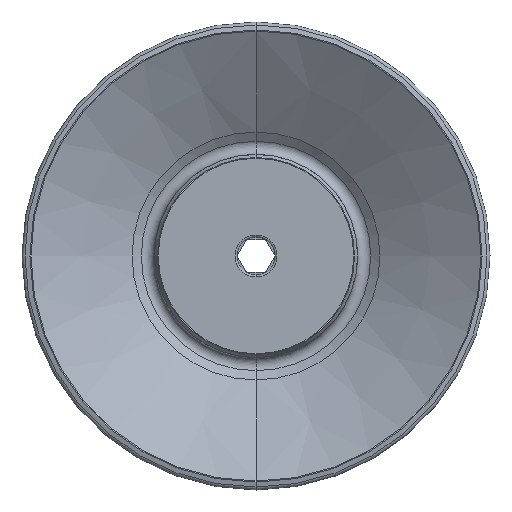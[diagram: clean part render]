
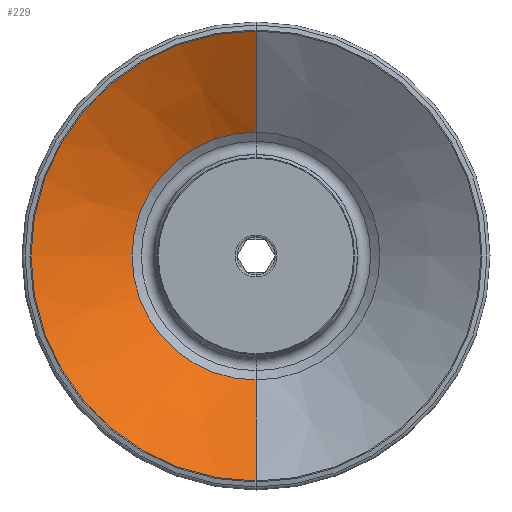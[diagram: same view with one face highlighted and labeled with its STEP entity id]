
A CAD part, front view. The second image highlights one B-rep face of the part: STEP entity #229.
In plain terms, the highlighted conical face has half-angle 58.457 degrees and reference radius 55.3 mm.
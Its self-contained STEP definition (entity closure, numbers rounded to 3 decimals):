
#229=ADVANCED_FACE('',(#562),#563,.F.);
#562=FACE_OUTER_BOUND('',#1000,.T.);
#563=CONICAL_SURFACE('',#1001,55.3,1.02);
#1000=EDGE_LOOP('',(#5745,#5746,#5747,#5748));
#1001=AXIS2_PLACEMENT_3D('',#5749,#5750,#5751);
#5745=ORIENTED_EDGE('',*,*,#6676,.T.);
#5746=ORIENTED_EDGE('',*,*,#6680,.T.);
#5747=ORIENTED_EDGE('',*,*,#6681,.F.);
#5748=ORIENTED_EDGE('',*,*,#6682,.F.);
#5749=CARTESIAN_POINT('',(0.0,-42.593,0.0));
#5750=DIRECTION('',(0.0,-1.0,-0.0));
#5751=DIRECTION('',(0.0,0.0,-1.0));
#6676=EDGE_CURVE('',#7238,#7239,#7240,.T.);
#6680=EDGE_CURVE('',#7239,#7244,#7245,.T.);
#6681=EDGE_CURVE('',#7246,#7244,#7247,.T.);
#6682=EDGE_CURVE('',#7238,#7246,#7248,.T.);
#7238=VERTEX_POINT('',#8439);
#7239=VERTEX_POINT('',#8440);
#7240=CIRCLE('',#8441,30.463);
#7244=VERTEX_POINT('',#8447);
#7245=LINE('',#8448,#8449);
#7246=VERTEX_POINT('',#8450);
#7247=CIRCLE('',#8451,55.3);
#7248=LINE('',#8452,#8453);
#8439=CARTESIAN_POINT('',(0.0,-27.348,-30.463));
#8440=CARTESIAN_POINT('',(0.,-27.348,30.463));
#8441=AXIS2_PLACEMENT_3D('',#10281,#10282,#10283);
#8447=CARTESIAN_POINT('',(0.0,-42.593,55.3));
#8448=CARTESIAN_POINT('',(0.,-42.593,55.3));
#8449=VECTOR('',#10286,1000.0);
#8450=CARTESIAN_POINT('',(0.,-42.593,-55.3));
#8451=AXIS2_PLACEMENT_3D('',#10287,#10288,#10289);
#8452=CARTESIAN_POINT('',(0.0,-42.593,-55.3));
#8453=VECTOR('',#10290,1000.0);
#10281=CARTESIAN_POINT('',(0.0,-27.348,0.0));
#10282=DIRECTION('',(0.0,1.0,0.0));
#10283=DIRECTION('',(0.0,0.0,1.0));
#10286=DIRECTION('',(0.,-0.523,0.852));
#10287=CARTESIAN_POINT('',(0.0,-42.593,0.0));
#10288=DIRECTION('',(0.0,1.0,0.0));
#10289=DIRECTION('',(0.0,0.0,1.0));
#10290=DIRECTION('',(0.0,-0.523,-0.852));
